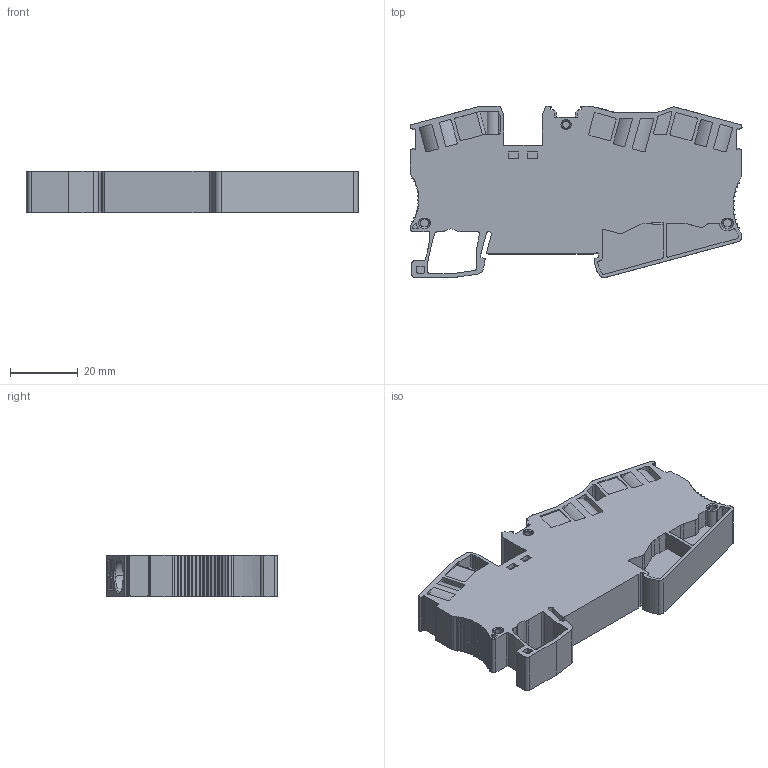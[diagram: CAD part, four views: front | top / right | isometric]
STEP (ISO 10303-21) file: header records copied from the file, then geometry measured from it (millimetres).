
FILE_DESCRIPTION((''),'2;1');
FILE_NAME('8YB759194','2023-04-04T',('ASUS'),(''),'PRO/ENGINEER BY PARAMETRIC TECHNOLOGY CORPORATION, 2013230','PRO/ENGINEER BY PARAMETRIC TECHNOLOGY CORPORATION, 2013230','');
FILE_SCHEMA(('CONFIG_CONTROL_DESIGN'));
Length unit declared in the file: millimetre
Products named in the file (1): 8YB759194
Bounding box: 98 x 50.6 x 12.2 mm (x, y, z)
Volume: 37609 mm3; surface area: 18871.2 mm2
Topology: 1 solids, 1 shells, 823 faces, 2271 edges, 1492 vertices
Faces by surface type: plane 480, cylinder 289, cone 30, bspline 17, torus 6, sphere 1
Entity records: 27098 total; most frequent: CARTESIAN_POINT 5743, ORIENTED_EDGE 4542, DIRECTION 4355, EDGE_CURVE 2271, VECTOR 1589, LINE 1589, VERTEX_POINT 1492, AXIS2_PLACEMENT_3D 1383
